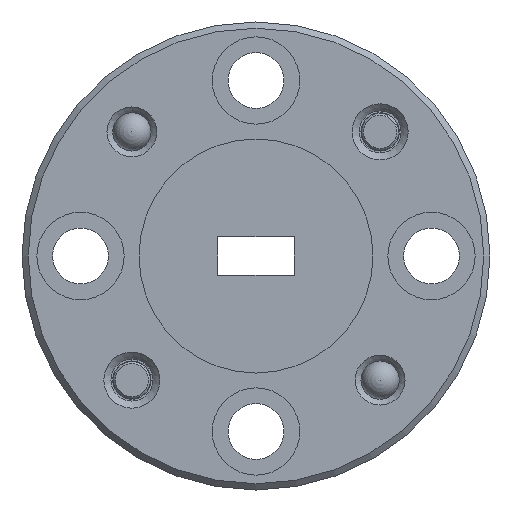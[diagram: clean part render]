
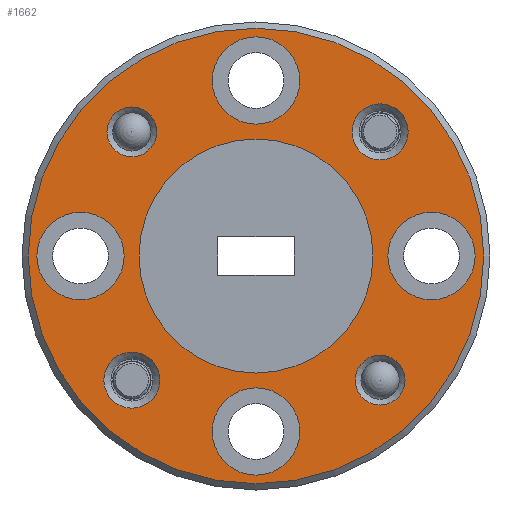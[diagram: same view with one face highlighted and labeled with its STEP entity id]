
A CAD part, front view. The second image highlights one B-rep face of the part: STEP entity #1662.
In plain terms, the highlighted planar face has unit normal (0, -1, 0).
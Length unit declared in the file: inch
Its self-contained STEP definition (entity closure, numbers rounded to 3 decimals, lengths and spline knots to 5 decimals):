
#85=FACE_BOUND('',#383,.T.);
#86=FACE_BOUND('',#384,.T.);
#87=FACE_BOUND('',#385,.T.);
#88=FACE_BOUND('',#386,.T.);
#89=FACE_BOUND('',#387,.T.);
#90=FACE_BOUND('',#388,.T.);
#91=FACE_BOUND('',#389,.T.);
#92=FACE_BOUND('',#390,.T.);
#93=FACE_BOUND('',#391,.T.);
#126=PLANE('',#1867);
#238=FACE_OUTER_BOUND('',#382,.T.);
#382=EDGE_LOOP('',(#1370));
#383=EDGE_LOOP('',(#1371));
#384=EDGE_LOOP('',(#1372));
#385=EDGE_LOOP('',(#1373));
#386=EDGE_LOOP('',(#1374));
#387=EDGE_LOOP('',(#1375));
#388=EDGE_LOOP('',(#1376));
#389=EDGE_LOOP('',(#1377));
#390=EDGE_LOOP('',(#1378));
#391=EDGE_LOOP('',(#1379));
#704=CIRCLE('',#1866,0.365);
#705=CIRCLE('',#1868,0.1875);
#706=CIRCLE('',#1869,0.07);
#707=CIRCLE('',#1870,0.07);
#708=CIRCLE('',#1871,0.07);
#709=CIRCLE('',#1872,0.07);
#710=CIRCLE('',#1873,0.045);
#711=CIRCLE('',#1874,0.045);
#712=CIRCLE('',#1875,0.04);
#713=CIRCLE('',#1876,0.04);
#850=VERTEX_POINT('',#2836);
#851=VERTEX_POINT('',#2840);
#852=VERTEX_POINT('',#2842);
#853=VERTEX_POINT('',#2844);
#854=VERTEX_POINT('',#2846);
#855=VERTEX_POINT('',#2848);
#856=VERTEX_POINT('',#2850);
#857=VERTEX_POINT('',#2852);
#858=VERTEX_POINT('',#2854);
#859=VERTEX_POINT('',#2856);
#1037=EDGE_CURVE('',#850,#850,#704,.T.);
#1038=EDGE_CURVE('',#851,#851,#705,.T.);
#1039=EDGE_CURVE('',#852,#852,#706,.T.);
#1040=EDGE_CURVE('',#853,#853,#707,.T.);
#1041=EDGE_CURVE('',#854,#854,#708,.T.);
#1042=EDGE_CURVE('',#855,#855,#709,.T.);
#1043=EDGE_CURVE('',#856,#856,#710,.T.);
#1044=EDGE_CURVE('',#857,#857,#711,.T.);
#1045=EDGE_CURVE('',#858,#858,#712,.T.);
#1046=EDGE_CURVE('',#859,#859,#713,.T.);
#1370=ORIENTED_EDGE('',*,*,#1037,.F.);
#1371=ORIENTED_EDGE('',*,*,#1038,.T.);
#1372=ORIENTED_EDGE('',*,*,#1039,.T.);
#1373=ORIENTED_EDGE('',*,*,#1040,.T.);
#1374=ORIENTED_EDGE('',*,*,#1041,.T.);
#1375=ORIENTED_EDGE('',*,*,#1042,.T.);
#1376=ORIENTED_EDGE('',*,*,#1043,.T.);
#1377=ORIENTED_EDGE('',*,*,#1044,.T.);
#1378=ORIENTED_EDGE('',*,*,#1045,.T.);
#1379=ORIENTED_EDGE('',*,*,#1046,.T.);
#1662=ADVANCED_FACE('',(#238,#85,#86,#87,#88,#89,#90,#91,#92,#93),#126,
 .F.);
#1866=AXIS2_PLACEMENT_3D('',#2838,#2293,#2294);
#1867=AXIS2_PLACEMENT_3D('',#2839,#2295,#2296);
#1868=AXIS2_PLACEMENT_3D('',#2841,#2297,#2298);
#1869=AXIS2_PLACEMENT_3D('',#2843,#2299,#2300);
#1870=AXIS2_PLACEMENT_3D('',#2845,#2301,#2302);
#1871=AXIS2_PLACEMENT_3D('',#2847,#2303,#2304);
#1872=AXIS2_PLACEMENT_3D('',#2849,#2305,#2306);
#1873=AXIS2_PLACEMENT_3D('',#2851,#2307,#2308);
#1874=AXIS2_PLACEMENT_3D('',#2853,#2309,#2310);
#1875=AXIS2_PLACEMENT_3D('',#2855,#2311,#2312);
#1876=AXIS2_PLACEMENT_3D('',#2857,#2313,#2314);
#2293=DIRECTION('center_axis',(0.,1.,0.));
#2294=DIRECTION('ref_axis',(-1.,0.,0.));
#2295=DIRECTION('center_axis',(0.,1.,0.));
#2296=DIRECTION('ref_axis',(-1.,0.,0.));
#2297=DIRECTION('center_axis',(0.,1.,0.));
#2298=DIRECTION('ref_axis',(1.,0.,0.));
#2299=DIRECTION('center_axis',(0.,1.,0.));
#2300=DIRECTION('ref_axis',(0.,0.,-1.));
#2301=DIRECTION('center_axis',(0.,1.,0.));
#2302=DIRECTION('ref_axis',(0.,0.,-1.));
#2303=DIRECTION('center_axis',(0.,1.,0.));
#2304=DIRECTION('ref_axis',(0.,0.,-1.));
#2305=DIRECTION('center_axis',(0.,1.,0.));
#2306=DIRECTION('ref_axis',(0.,0.,-1.));
#2307=DIRECTION('center_axis',(0.,1.,0.));
#2308=DIRECTION('ref_axis',(0.,0.,-1.));
#2309=DIRECTION('center_axis',(0.,1.,0.));
#2310=DIRECTION('ref_axis',(0.,0.,-1.));
#2311=DIRECTION('center_axis',(0.,1.,0.));
#2312=DIRECTION('ref_axis',(0.,0.,-1.));
#2313=DIRECTION('center_axis',(0.,1.,0.));
#2314=DIRECTION('ref_axis',(0.,0.,-1.));
#2836=CARTESIAN_POINT('',(0.365,0.,0.));
#2838=CARTESIAN_POINT('Origin',(0.,0.,0.));
#2839=CARTESIAN_POINT('Origin',(0.,0.,0.));
#2840=CARTESIAN_POINT('',(-0.1875,0.,0.));
#2841=CARTESIAN_POINT('Origin',(0.,0.,0.));
#2842=CARTESIAN_POINT('',(-0.28125,0.,0.07));
#2843=CARTESIAN_POINT('Origin',(-0.28125,0.,0.));
#2844=CARTESIAN_POINT('',(0.28125,0.,0.07));
#2845=CARTESIAN_POINT('Origin',(0.28125,0.,0.));
#2846=CARTESIAN_POINT('',(0.,0.,0.35125));
#2847=CARTESIAN_POINT('Origin',(0.,0.,0.28125));
#2848=CARTESIAN_POINT('',(0.,0.,-0.21125));
#2849=CARTESIAN_POINT('Origin',(0.,0.,-0.28125));
#2850=CARTESIAN_POINT('',(-0.19887,0.,-0.15387));
#2851=CARTESIAN_POINT('Origin',(-0.19887,0.,-0.19887));
#2852=CARTESIAN_POINT('',(0.19887,0.,0.24387));
#2853=CARTESIAN_POINT('Origin',(0.19887,0.,0.19887));
#2854=CARTESIAN_POINT('',(0.19887,0.,-0.15887));
#2855=CARTESIAN_POINT('Origin',(0.19887,0.,-0.19887));
#2856=CARTESIAN_POINT('',(-0.19887,0.,0.23887));
#2857=CARTESIAN_POINT('Origin',(-0.19887,0.,0.19887));
